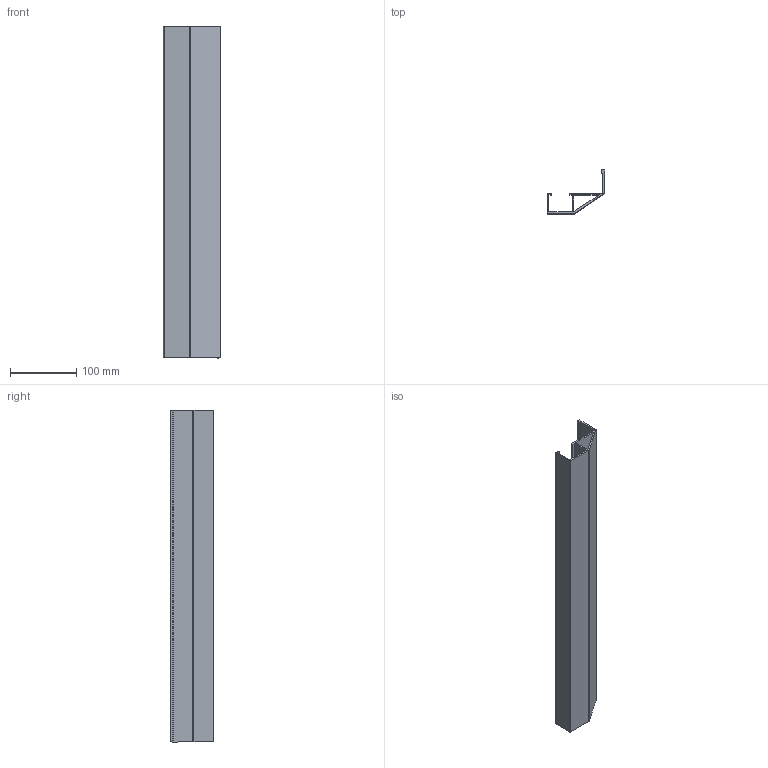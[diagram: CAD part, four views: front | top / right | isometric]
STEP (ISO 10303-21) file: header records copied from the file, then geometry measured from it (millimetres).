
FILE_DESCRIPTION (( 'STEP AP214' ), '1' );
FILE_NAME ('6750043', '2019-02-01T13:00:34', ( '' ), ('JUGARD+KÜNSTNER GmbH'), 'SwSTEP 2.0', 'SolidWorks 2017', '' );
FILE_SCHEMA (( 'AUTOMOTIVE_DESIGN' ));
Length unit declared in the file: millimetre
Products named in the file (1): 6750043_CNAJF00
Bounding box: 86.3 x 66 x 500 mm (x, y, z)
Volume: 284844.4 mm3; surface area: 233152.5 mm2
Topology: 1 solids, 1 shells, 33 faces, 93 edges, 62 vertices
Faces by surface type: plane 24, cylinder 9
Entity records: 1103 total; most frequent: CARTESIAN_POINT 189, ORIENTED_EDGE 186, DIRECTION 179, EDGE_CURVE 93, LINE 75, VECTOR 75, VERTEX_POINT 62, AXIS2_PLACEMENT_3D 52
